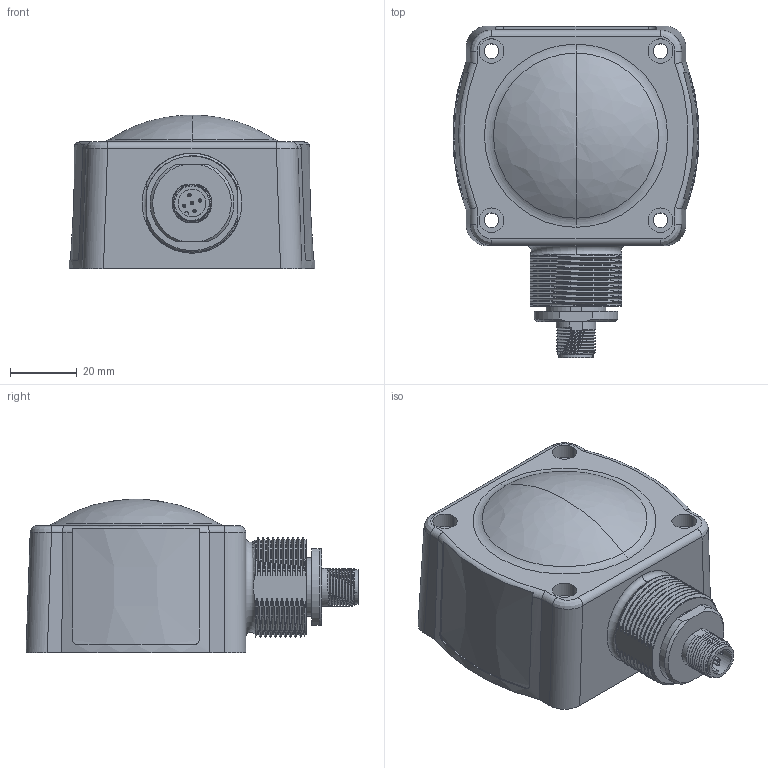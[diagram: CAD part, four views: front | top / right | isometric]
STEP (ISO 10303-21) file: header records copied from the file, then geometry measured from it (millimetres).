
FILE_DESCRIPTION((''),'2;1');
FILE_NAME('137394_SW','2008-03-06T',('banengservice'),('BANNER ENGINEERING'),'PRO/ENGINEER BY PARAMETRIC TECHNOLOGY CORPORATION, 2006170','PRO/ENGINEER BY PARAMETRIC TECHNOLOGY CORPORATION, 2006170','');
FILE_SCHEMA(('CONFIG_CONTROL_DESIGN'));
Products named in the file (1): 137394_SW
Bounding box: 73.88 x 99.73 x 46.1 mm (x, y, z)
Volume: 72500 mm3; surface area: 54396.6 mm2
Topology: 1 solids, 1 shells, 1001 faces, 2672 edges, 1740 vertices
Faces by surface type: plane 452, cylinder 303, bspline 145, cone 51, torus 42, extrusion 8
Entity records: 52185 total; most frequent: CARTESIAN_POINT 28215, ORIENTED_EDGE 5332, DIRECTION 4449, EDGE_CURVE 2666, VERTEX_POINT 1739, AXIS2_PLACEMENT_3D 1549, VECTOR 1351, LINE 1343
